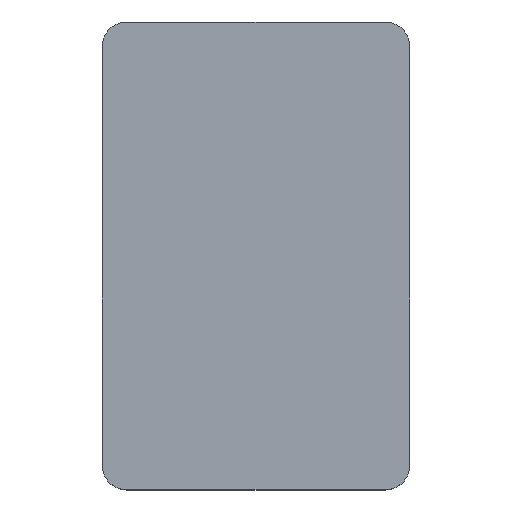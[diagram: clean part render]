
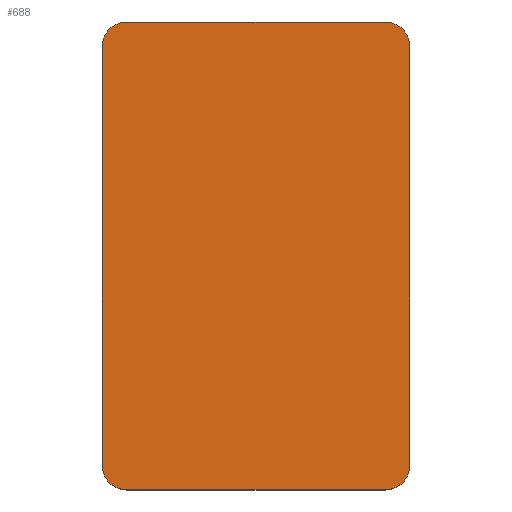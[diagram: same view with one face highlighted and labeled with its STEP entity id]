
A CAD part, top view. The second image highlights one B-rep face of the part: STEP entity #688.
In plain terms, the highlighted planar face has unit normal (0, 0, 1).
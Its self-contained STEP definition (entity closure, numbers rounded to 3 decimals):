
#47=CIRCLE('',#741,2.);
#48=CIRCLE('',#744,2.);
#49=CIRCLE('',#747,2.);
#50=CIRCLE('',#749,2.);
#86=FACE_OUTER_BOUND('',#122,.T.);
#122=EDGE_LOOP('',(#621,#622,#623,#624,#625,#626,#627,#628));
#151=LINE('',#1007,#225);
#189=LINE('',#1123,#263);
#192=LINE('',#1131,#266);
#195=LINE('',#1139,#269);
#225=VECTOR('',#797,10.);
#263=VECTOR('',#917,10.);
#266=VECTOR('',#926,10.);
#269=VECTOR('',#935,10.);
#292=VERTEX_POINT('',#1004);
#293=VERTEX_POINT('',#1006);
#329=VERTEX_POINT('',#1120);
#330=VERTEX_POINT('',#1122);
#331=VERTEX_POINT('',#1126);
#332=VERTEX_POINT('',#1130);
#333=VERTEX_POINT('',#1134);
#334=VERTEX_POINT('',#1138);
#363=EDGE_CURVE('',#293,#292,#151,.T.);
#421=EDGE_CURVE('',#330,#329,#189,.T.);
#423=EDGE_CURVE('',#331,#330,#47,.T.);
#425=EDGE_CURVE('',#332,#331,#192,.T.);
#427=EDGE_CURVE('',#333,#332,#48,.T.);
#429=EDGE_CURVE('',#334,#333,#195,.T.);
#431=EDGE_CURVE('',#292,#334,#49,.T.);
#432=EDGE_CURVE('',#329,#293,#50,.T.);
#621=ORIENTED_EDGE('',*,*,#432,.T.);
#622=ORIENTED_EDGE('',*,*,#363,.T.);
#623=ORIENTED_EDGE('',*,*,#431,.T.);
#624=ORIENTED_EDGE('',*,*,#429,.T.);
#625=ORIENTED_EDGE('',*,*,#427,.T.);
#626=ORIENTED_EDGE('',*,*,#425,.T.);
#627=ORIENTED_EDGE('',*,*,#423,.T.);
#628=ORIENTED_EDGE('',*,*,#421,.T.);
#652=PLANE('',#750);
#688=ADVANCED_FACE('',(#86),#652,.T.);
#741=AXIS2_PLACEMENT_3D('',#1127,#921,#922);
#744=AXIS2_PLACEMENT_3D('',#1135,#930,#931);
#747=AXIS2_PLACEMENT_3D('',#1142,#939,#940);
#749=AXIS2_PLACEMENT_3D('',#1144,#943,#944);
#750=AXIS2_PLACEMENT_3D('',#1145,#945,#946);
#797=DIRECTION('',(0.,1.,0.));
#917=DIRECTION('',(1.,0.,0.));
#921=DIRECTION('center_axis',(0.,0.,1.));
#922=DIRECTION('ref_axis',(-1.,0.,0.));
#926=DIRECTION('',(0.,-1.,0.));
#930=DIRECTION('center_axis',(0.,0.,1.));
#931=DIRECTION('ref_axis',(0.,1.,0.));
#935=DIRECTION('',(-1.,0.,0.));
#939=DIRECTION('center_axis',(0.,0.,1.));
#940=DIRECTION('ref_axis',(1.,0.,0.));
#943=DIRECTION('center_axis',(0.,0.,1.));
#944=DIRECTION('ref_axis',(0.,-1.,0.));
#945=DIRECTION('center_axis',(0.,0.,1.));
#946=DIRECTION('ref_axis',(1.,0.,0.));
#1004=CARTESIAN_POINT('',(12.5,17.,10.8));
#1006=CARTESIAN_POINT('',(12.5,-17.,10.8));
#1007=CARTESIAN_POINT('',(12.5,-17.,10.8));
#1120=CARTESIAN_POINT('',(10.5,-19.,10.8));
#1122=CARTESIAN_POINT('',(-10.5,-19.,10.8));
#1123=CARTESIAN_POINT('',(-10.5,-19.,10.8));
#1126=CARTESIAN_POINT('',(-12.5,-17.,10.8));
#1127=CARTESIAN_POINT('Origin',(-10.5,-17.,10.8));
#1130=CARTESIAN_POINT('',(-12.5,17.,10.8));
#1131=CARTESIAN_POINT('',(-12.5,17.,10.8));
#1134=CARTESIAN_POINT('',(-10.5,19.,10.8));
#1135=CARTESIAN_POINT('Origin',(-10.5,17.,10.8));
#1138=CARTESIAN_POINT('',(10.5,19.,10.8));
#1139=CARTESIAN_POINT('',(10.5,19.,10.8));
#1142=CARTESIAN_POINT('Origin',(10.5,17.,10.8));
#1144=CARTESIAN_POINT('Origin',(10.5,-17.,10.8));
#1145=CARTESIAN_POINT('Origin',(0.,0.,
10.8));
